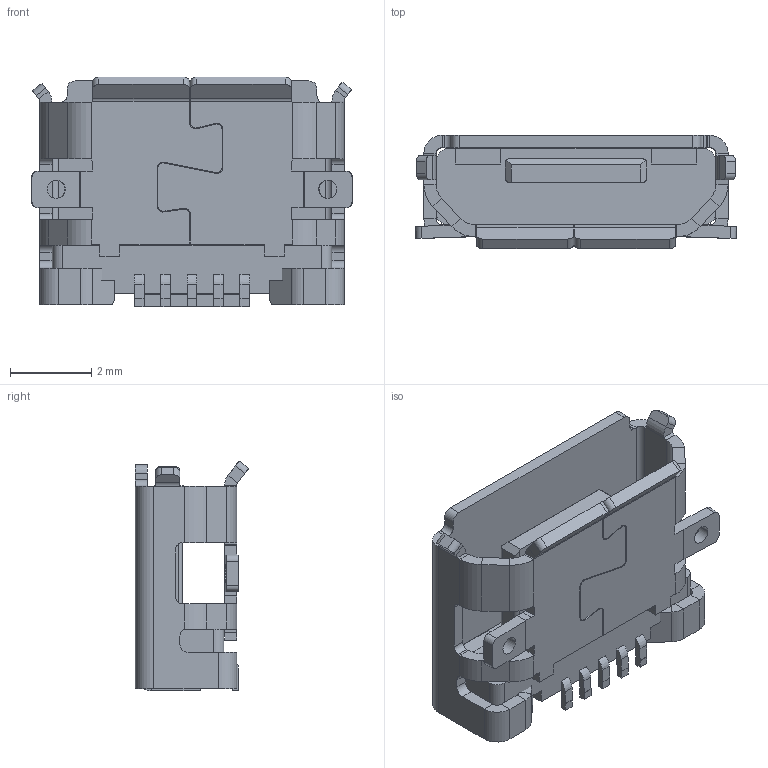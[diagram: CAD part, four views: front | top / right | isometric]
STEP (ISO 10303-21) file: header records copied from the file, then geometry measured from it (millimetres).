
FILE_DESCRIPTION (( 'STEP AP214' ), '1' );
FILE_NAME ('10118192-0001LF.STEP', '2022-12-20T18:15:19', ( '' ), ( '' ), 'SwSTEP 2.0', 'SolidWorks 2021', '' );
FILE_SCHEMA (( 'AUTOMOTIVE_DESIGN' ));
Length unit declared in the file: millimetre
Products named in the file (1): 10118192-0001LF
Bounding box: 7.91 x 2.79 x 5.67 mm (x, y, z)
Volume: 45.9 mm3; surface area: 275.3 mm2
Topology: 7 solids, 7 shells, 459 faces, 1194 edges, 742 vertices
Faces by surface type: plane 320, cylinder 133, bspline 6
Entity records: 14114 total; most frequent: CARTESIAN_POINT 2735, ORIENTED_EDGE 2388, DIRECTION 2309, EDGE_CURVE 1194, LINE 889, VECTOR 889, VERTEX_POINT 742, AXIS2_PLACEMENT_3D 710
